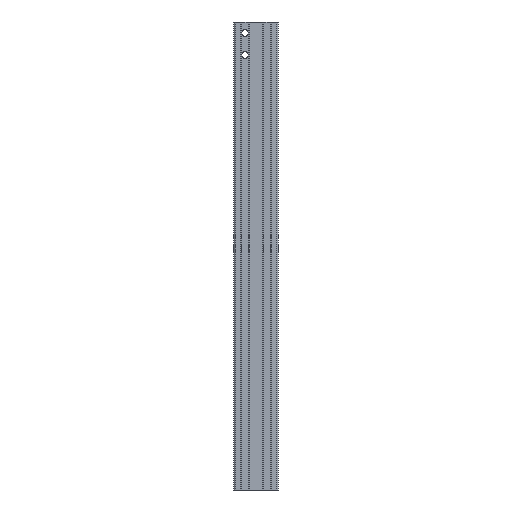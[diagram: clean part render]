
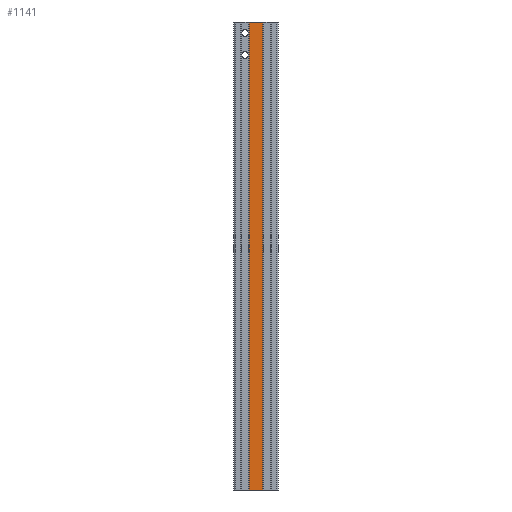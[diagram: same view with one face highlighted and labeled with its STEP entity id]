
A CAD part, front view. The second image highlights one B-rep face of the part: STEP entity #1141.
In plain terms, the highlighted planar face has unit normal (0, -1, 0).
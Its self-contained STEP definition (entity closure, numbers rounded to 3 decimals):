
#101 = VERTEX_POINT ( 'NONE', #2704 ) ;
#424 = DIRECTION ( 'NONE',  ( 0., 0., 1. ) ) ;
#529 = VERTEX_POINT ( 'NONE', #6350 ) ;
#626 = CARTESIAN_POINT ( 'NONE',  ( 6.1, -10., 212.5 ) ) ;
#870 = CARTESIAN_POINT ( 'NONE',  ( -6.1, -10., -212.5 ) ) ;
#995 = VECTOR ( 'NONE', #5704, 1000. ) ;
#1089 = PLANE ( 'NONE',  #3325 ) ;
#1141 = ADVANCED_FACE ( 'NONE', ( #6343 ), #1089, .F. ) ;
#1422 = VECTOR ( 'NONE', #424, 1000. ) ;
#1503 = ORIENTED_EDGE ( 'NONE', *, *, #2200, .T. ) ;
#2200 = EDGE_CURVE ( 'NONE', #4342, #529, #7350, .T. ) ;
#2337 = CARTESIAN_POINT ( 'NONE',  ( 6.1, -10., 212.5 ) ) ;
#2704 = CARTESIAN_POINT ( 'NONE',  ( -6.1, -10., 212.5 ) ) ;
#2931 = DIRECTION ( 'NONE',  ( 0., 0., -1. ) ) ;
#3154 = DIRECTION ( 'NONE',  ( 1., 0., 0. ) ) ;
#3325 = AXIS2_PLACEMENT_3D ( 'NONE', #7021, #4739, #7093 ) ;
#3590 = VECTOR ( 'NONE', #3154, 1000. ) ;
#3901 = EDGE_CURVE ( 'NONE', #529, #5348, #7601, .T. ) ;
#4249 = CARTESIAN_POINT ( 'NONE',  ( -6.4, -10., -212.5 ) ) ;
#4259 = EDGE_LOOP ( 'NONE', ( #5986, #6107, #1503, #7449 ) ) ;
#4342 = VERTEX_POINT ( 'NONE', #870 ) ;
#4662 = EDGE_CURVE ( 'NONE', #101, #4342, #5755, .T. ) ;
#4739 = DIRECTION ( 'NONE',  ( 0., 1., 0. ) ) ;
#5348 = VERTEX_POINT ( 'NONE', #626 ) ;
#5704 = DIRECTION ( 'NONE',  ( 1., 0., 0. ) ) ;
#5755 = LINE ( 'NONE', #6459, #5832 ) ;
#5832 = VECTOR ( 'NONE', #2931, 1000. ) ;
#5986 = ORIENTED_EDGE ( 'NONE', *, *, #6030, .F. ) ;
#6030 = EDGE_CURVE ( 'NONE', #101, #5348, #7452, .T. ) ;
#6107 = ORIENTED_EDGE ( 'NONE', *, *, #4662, .T. ) ;
#6343 = FACE_OUTER_BOUND ( 'NONE', #4259, .T. ) ;
#6350 = CARTESIAN_POINT ( 'NONE',  ( 6.1, -10., -212.5 ) ) ;
#6459 = CARTESIAN_POINT ( 'NONE',  ( -6.1, -10., 212.5 ) ) ;
#6902 = CARTESIAN_POINT ( 'NONE',  ( -6.4, -10., 212.5 ) ) ;
#7021 = CARTESIAN_POINT ( 'NONE',  ( -6.4, -10., 212.5 ) ) ;
#7093 = DIRECTION ( 'NONE',  ( 0., 0., 1. ) ) ;
#7350 = LINE ( 'NONE', #4249, #3590 ) ;
#7449 = ORIENTED_EDGE ( 'NONE', *, *, #3901, .T. ) ;
#7452 = LINE ( 'NONE', #6902, #995 ) ;
#7601 = LINE ( 'NONE', #2337, #1422 ) ;
